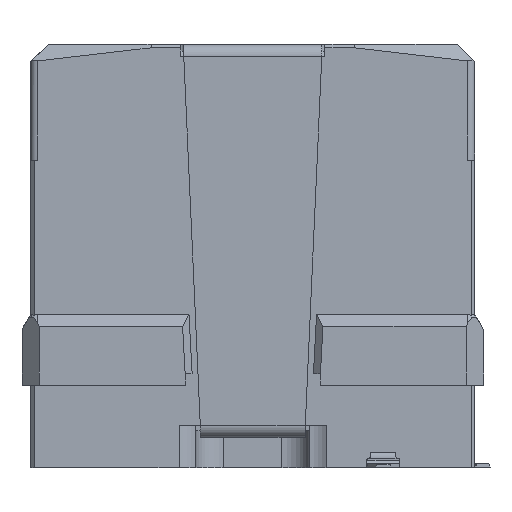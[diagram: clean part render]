
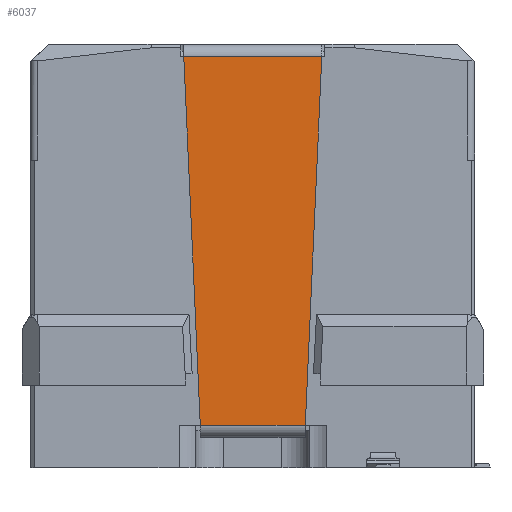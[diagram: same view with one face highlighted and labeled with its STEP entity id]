
A CAD part, left-side view. The second image highlights one B-rep face of the part: STEP entity #6037.
In plain terms, the highlighted planar face has unit normal (-1, 0, 0).
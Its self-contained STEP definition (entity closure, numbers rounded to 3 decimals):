
#33 = VECTOR ( 'NONE', #14071, 1000. ) ;
#1788 = VERTEX_POINT ( 'NONE', #37238 ) ;
#2909 = ORIENTED_EDGE ( 'NONE', *, *, #6664, .F. ) ;
#3789 = VECTOR ( 'NONE', #14710, 1000. ) ;
#4063 = DIRECTION ( 'NONE',  ( 0., -0.045, -0.999 ) ) ;
#4498 = VECTOR ( 'NONE', #35793, 1000. ) ;
#5117 = EDGE_CURVE ( 'NONE', #34069, #15512, #27710, .T. ) ;
#5189 = LINE ( 'NONE', #29119, #33 ) ;
#5268 = DIRECTION ( 'NONE',  ( 0., 0.045, 0.999 ) ) ;
#5386 = EDGE_CURVE ( 'NONE', #34069, #35261, #25835, .T. ) ;
#6037 = ADVANCED_FACE ( 'NONE', ( #15790 ), #34812, .F. ) ;
#6598 = AXIS2_PLACEMENT_3D ( 'NONE', #35316, #14348, #13980 ) ;
#6664 = EDGE_CURVE ( 'NONE', #28581, #14676, #15754, .T. ) ;
#8816 = CARTESIAN_POINT ( 'NONE',  ( -7.75, 2.057, 5.044 ) ) ;
#9065 = VERTEX_POINT ( 'NONE', #19431 ) ;
#11137 = EDGE_CURVE ( 'NONE', #28581, #9065, #30057, .T. ) ;
#12357 = EDGE_CURVE ( 'NONE', #20289, #15512, #16898, .T. ) ;
#12450 = CARTESIAN_POINT ( 'NONE',  ( -7.75, 2.057, 5.044 ) ) ;
#12941 = CARTESIAN_POINT ( 'NONE',  ( -7.75, 0.98, 11.76 ) ) ;
#13203 = ORIENTED_EDGE ( 'NONE', *, *, #34091, .F. ) ;
#13532 = CARTESIAN_POINT ( 'NONE',  ( -7.75, 1.756, 11.76 ) ) ;
#13754 = ORIENTED_EDGE ( 'NONE', *, *, #12357, .T. ) ;
#13980 = DIRECTION ( 'NONE',  ( 0., 0., 1. ) ) ;
#14071 = DIRECTION ( 'NONE',  ( 0., 1., 0. ) ) ;
#14348 = DIRECTION ( 'NONE',  ( 1., 0., 0. ) ) ;
#14676 = VERTEX_POINT ( 'NONE', #25188 ) ;
#14710 = DIRECTION ( 'NONE',  ( 0., 0.045, 0.999 ) ) ;
#14885 = CARTESIAN_POINT ( 'NONE',  ( -7.75, 1.756, 11.76 ) ) ;
#14995 = ORIENTED_EDGE ( 'NONE', *, *, #11137, .T. ) ;
#15157 = VECTOR ( 'NONE', #5268, 1000. ) ;
#15512 = VERTEX_POINT ( 'NONE', #38889 ) ;
#15754 = LINE ( 'NONE', #8816, #4498 ) ;
#15790 = FACE_OUTER_BOUND ( 'NONE', #33801, .T. ) ;
#16689 = DIRECTION ( 'NONE',  ( 0., 0.045, -0.999 ) ) ;
#16898 = LINE ( 'NONE', #12941, #24362 ) ;
#17258 = CARTESIAN_POINT ( 'NONE',  ( -7.75, 5.403, 5.044 ) ) ;
#17855 = EDGE_CURVE ( 'NONE', #20289, #9065, #28944, .T. ) ;
#17871 = VECTOR ( 'NONE', #4063, 1000. ) ;
#18416 = ORIENTED_EDGE ( 'NONE', *, *, #31202, .F. ) ;
#18565 = ORIENTED_EDGE ( 'NONE', *, *, #5386, .T. ) ;
#18713 = CARTESIAN_POINT ( 'NONE',  ( -7.75, 1.928, 7.917 ) ) ;
#19431 = CARTESIAN_POINT ( 'NONE',  ( -7.75, 1.93, 7.874 ) ) ;
#20289 = VERTEX_POINT ( 'NONE', #14885 ) ;
#21631 = ORIENTED_EDGE ( 'NONE', *, *, #5117, .F. ) ;
#22257 = CARTESIAN_POINT ( 'NONE',  ( -7.75, 5.521, 7.67 ) ) ;
#23468 = CARTESIAN_POINT ( 'NONE',  ( -7.75, 5.231, 1.21 ) ) ;
#24362 = VECTOR ( 'NONE', #33514, 1000. ) ;
#25188 = CARTESIAN_POINT ( 'NONE',  ( -7.75, 2.229, 1.21 ) ) ;
#25835 = LINE ( 'NONE', #22257, #17871 ) ;
#27710 = LINE ( 'NONE', #34494, #3789 ) ;
#27739 = VECTOR ( 'NONE', #30996, 1000. ) ;
#28581 = VERTEX_POINT ( 'NONE', #12450 ) ;
#28944 = LINE ( 'NONE', #13532, #35498 ) ;
#29119 = CARTESIAN_POINT ( 'NONE',  ( -7.75, 0.98, 1.21 ) ) ;
#30057 = LINE ( 'NONE', #18713, #27739 ) ;
#30996 = DIRECTION ( 'NONE',  ( 0., -0.045, 0.999 ) ) ;
#31074 = LINE ( 'NONE', #23468, #15157 ) ;
#31202 = EDGE_CURVE ( 'NONE', #1788, #35261, #31074, .T. ) ;
#33514 = DIRECTION ( 'NONE',  ( 0., 1., 0. ) ) ;
#33801 = EDGE_LOOP ( 'NONE', ( #18565, #18416, #13203, #2909, #14995, #36231, #13754, #21631 ) ) ;
#34069 = VERTEX_POINT ( 'NONE', #37804 ) ;
#34091 = EDGE_CURVE ( 'NONE', #14676, #1788, #5189, .T. ) ;
#34494 = CARTESIAN_POINT ( 'NONE',  ( -7.75, 5.53, 7.874 ) ) ;
#34812 = PLANE ( 'NONE',  #6598 ) ;
#35261 = VERTEX_POINT ( 'NONE', #17258 ) ;
#35316 = CARTESIAN_POINT ( 'NONE',  ( -7.75, 0.98, 7.874 ) ) ;
#35498 = VECTOR ( 'NONE', #16689, 1000. ) ;
#35793 = DIRECTION ( 'NONE',  ( 0., 0.045, -0.999 ) ) ;
#36231 = ORIENTED_EDGE ( 'NONE', *, *, #17855, .F. ) ;
#37238 = CARTESIAN_POINT ( 'NONE',  ( -7.75, 5.231, 1.21 ) ) ;
#37804 = CARTESIAN_POINT ( 'NONE',  ( -7.75, 5.53, 7.874 ) ) ;
#38889 = CARTESIAN_POINT ( 'NONE',  ( -7.75, 5.704, 11.76 ) ) ;
